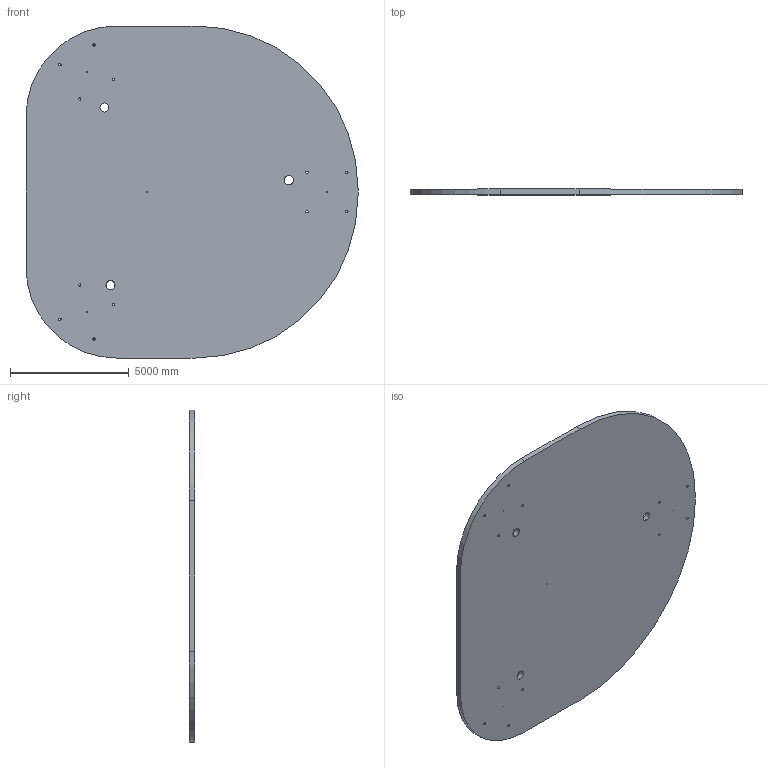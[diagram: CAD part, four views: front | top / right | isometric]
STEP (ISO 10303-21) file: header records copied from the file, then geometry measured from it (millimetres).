
FILE_DESCRIPTION((''),'2;1');
FILE_NAME('MOD6','2016-05-26T',('arun.sam'),(''),'PRO/ENGINEER BY PARAMETRIC TECHNOLOGY CORPORATION, 2009440','PRO/ENGINEER BY PARAMETRIC TECHNOLOGY CORPORATION, 2009440','');
FILE_SCHEMA(('CONFIG_CONTROL_DESIGN'));
Length unit declared in the file: inch
Products named in the file (1): MOD6
Bounding box: 13970 x 228.6 x 13970 mm (x, y, z)
Volume: 38474023919.9 mm3; surface area: 349055822 mm2
Topology: 1 solids, 1 shells, 48 faces, 157 edges, 130 vertices
Faces by surface type: cylinder 42, plane 6
Entity records: 1846 total; most frequent: DIRECTION 339, CARTESIAN_POINT 298, ORIENTED_EDGE 276, EDGE_CURVE 138, AXIS2_PLACEMENT_3D 133, VERTEX_POINT 92, EDGE_LOOP 86, CIRCLE 84
